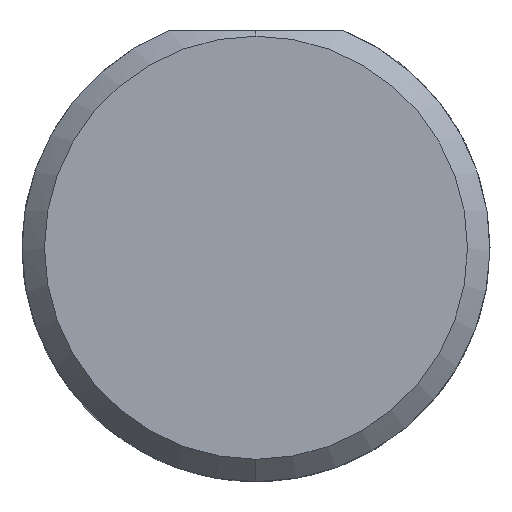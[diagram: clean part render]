
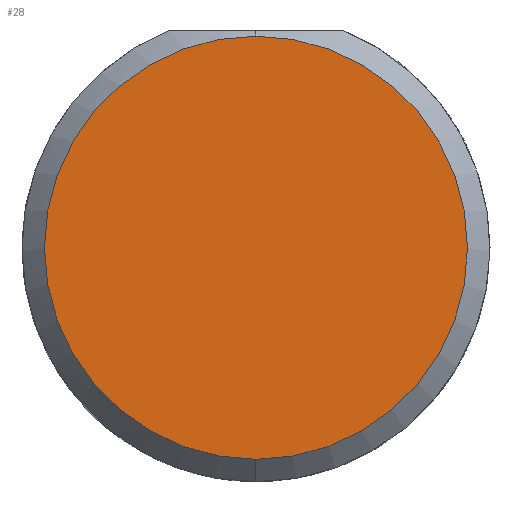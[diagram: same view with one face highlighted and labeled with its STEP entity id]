
A CAD part, left-side view. The second image highlights one B-rep face of the part: STEP entity #28.
In plain terms, the highlighted planar face has unit normal (-1, 0, 0).
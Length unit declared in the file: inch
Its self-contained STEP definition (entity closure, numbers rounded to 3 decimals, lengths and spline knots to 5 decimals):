
#28 = ADVANCED_FACE ( 'NONE', ( #166 ), #730, .F. ) ;
#29 = DIRECTION ( 'NONE',  ( 0., 0., -1. ) ) ;
#95 = CARTESIAN_POINT ( 'NONE',  ( 0., 0., 0. ) ) ;
#152 = ORIENTED_EDGE ( 'NONE', *, *, #651, .T. ) ;
#158 = CARTESIAN_POINT ( 'NONE',  ( 0., 0., -0.1411 ) ) ;
#159 = CIRCLE ( 'NONE', #467, 0.1411 ) ;
#166 = FACE_OUTER_BOUND ( 'NONE', #892, .T. ) ;
#241 = VERTEX_POINT ( 'NONE', #421 ) ;
#247 = DIRECTION ( 'NONE',  ( 0., 0., -1. ) ) ;
#297 = AXIS2_PLACEMENT_3D ( 'NONE', #95, #661, #29 ) ;
#394 = AXIS2_PLACEMENT_3D ( 'NONE', #464, #864, #433 ) ;
#421 = CARTESIAN_POINT ( 'NONE',  ( 0., 0., 0.1411 ) ) ;
#433 = DIRECTION ( 'NONE',  ( 0., 0., -1. ) ) ;
#456 = CARTESIAN_POINT ( 'NONE',  ( 0., 0., 0. ) ) ;
#464 = CARTESIAN_POINT ( 'NONE',  ( 0., 0., 0. ) ) ;
#467 = AXIS2_PLACEMENT_3D ( 'NONE', #456, #530, #247 ) ;
#508 = VERTEX_POINT ( 'NONE', #158 ) ;
#530 = DIRECTION ( 'NONE',  ( -1., 0., 0. ) ) ;
#651 = EDGE_CURVE ( 'NONE', #241, #508, #159, .T. ) ;
#661 = DIRECTION ( 'NONE',  ( 1., 0., 0. ) ) ;
#730 = PLANE ( 'NONE',  #297 ) ;
#838 = ORIENTED_EDGE ( 'NONE', *, *, #843, .T. ) ;
#843 = EDGE_CURVE ( 'NONE', #508, #241, #906, .T. ) ;
#864 = DIRECTION ( 'NONE',  ( -1., 0., 0. ) ) ;
#892 = EDGE_LOOP ( 'NONE', ( #838, #152 ) ) ;
#906 = CIRCLE ( 'NONE', #394, 0.1411 ) ;
